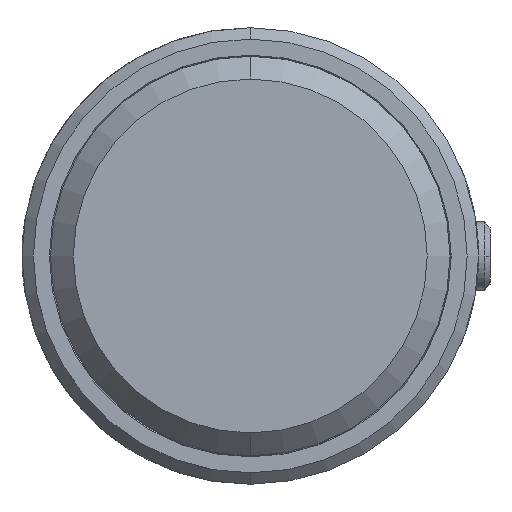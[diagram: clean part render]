
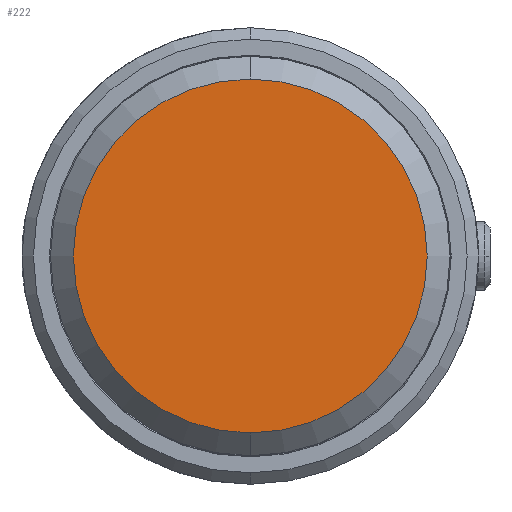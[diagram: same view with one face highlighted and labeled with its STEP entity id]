
A CAD part, front view. The second image highlights one B-rep face of the part: STEP entity #222.
In plain terms, the highlighted planar face has unit normal (0, -1, 0).
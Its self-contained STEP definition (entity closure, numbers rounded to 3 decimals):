
#9 = EDGE_LOOP ( 'NONE', ( #2912, #2318 ) ) ;
#210 = CARTESIAN_POINT ( 'NONE',  ( 0., -39., 15.5 ) ) ;
#222 = ADVANCED_FACE ( 'NONE', ( #913 ), #2872, .T. ) ;
#499 = DIRECTION ( 'NONE',  ( 0., 0., 1. ) ) ;
#507 = DIRECTION ( 'NONE',  ( 0., -1., 0. ) ) ;
#519 = CARTESIAN_POINT ( 'NONE',  ( 0., -39., 0. ) ) ;
#913 = FACE_OUTER_BOUND ( 'NONE', #9, .T. ) ;
#1055 = VERTEX_POINT ( 'NONE', #210 ) ;
#1141 = AXIS2_PLACEMENT_3D ( 'NONE', #2179, #2171, #2163 ) ;
#1210 = CARTESIAN_POINT ( 'NONE',  ( 0., -39., -15.5 ) ) ;
#1272 = AXIS2_PLACEMENT_3D ( 'NONE', #519, #507, #499 ) ;
#1321 = CARTESIAN_POINT ( 'NONE',  ( 0., -39., 0. ) ) ;
#1369 = EDGE_CURVE ( 'NONE', #1055, #2620, #1973, .T. ) ;
#1527 = EDGE_CURVE ( 'NONE', #2620, #1055, #1601, .T. ) ;
#1601 = CIRCLE ( 'NONE', #1141, 15.5 ) ;
#1973 = CIRCLE ( 'NONE', #1272, 15.5 ) ;
#2163 = DIRECTION ( 'NONE',  ( 0., 0., 1. ) ) ;
#2171 = DIRECTION ( 'NONE',  ( 0., -1., 0. ) ) ;
#2179 = CARTESIAN_POINT ( 'NONE',  ( 0., -39., 0. ) ) ;
#2221 = AXIS2_PLACEMENT_3D ( 'NONE', #1321, #2734, #2731 ) ;
#2318 = ORIENTED_EDGE ( 'NONE', *, *, #1369, .T. ) ;
#2620 = VERTEX_POINT ( 'NONE', #1210 ) ;
#2731 = DIRECTION ( 'NONE',  ( 0., 0., 1. ) ) ;
#2734 = DIRECTION ( 'NONE',  ( 0., -1., 0. ) ) ;
#2872 = PLANE ( 'NONE',  #2221 ) ;
#2912 = ORIENTED_EDGE ( 'NONE', *, *, #1527, .T. ) ;
